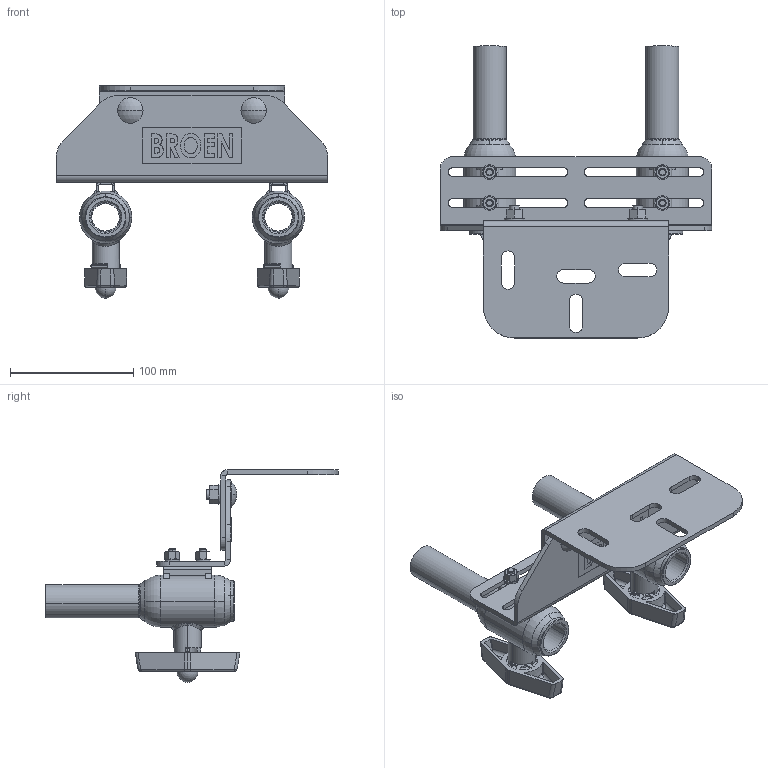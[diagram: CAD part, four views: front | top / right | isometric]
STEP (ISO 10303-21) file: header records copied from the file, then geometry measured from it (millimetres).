
FILE_DESCRIPTION (( 'STEP AP214' ), '1' );
FILE_NAME ('69301020 025.STEP', '2010-10-28T11:56:00', ( 'BROEN A/S' ), ( 'BROEN A/S' ), 'SwSTEP 2.0', 'SolidWorks 2009', '' );
FILE_SCHEMA (( 'AUTOMOTIVE_DESIGN' ));
Length unit declared in the file: millimetre
Products named in the file (1): 69301020 025
Bounding box: 220 x 236.76 x 172.12 mm (x, y, z)
Surface area: 183943 mm2 (no closed solid volume)
Topology: 0 solids, 52 shells, 643 faces, 1941 edges, 1280 vertices
Faces by surface type: plane 262, cylinder 195, cone 90, bspline 46, torus 30, sphere 20
Entity records: 39213 total; most frequent: CARTESIAN_POINT 15397, DIRECTION 3505, ORIENTED_EDGE 3181, EDGE_CURVE 1923, AXIS2_PLACEMENT_3D 1326, VERTEX_POINT 1280, VECTOR 853, LINE 853
